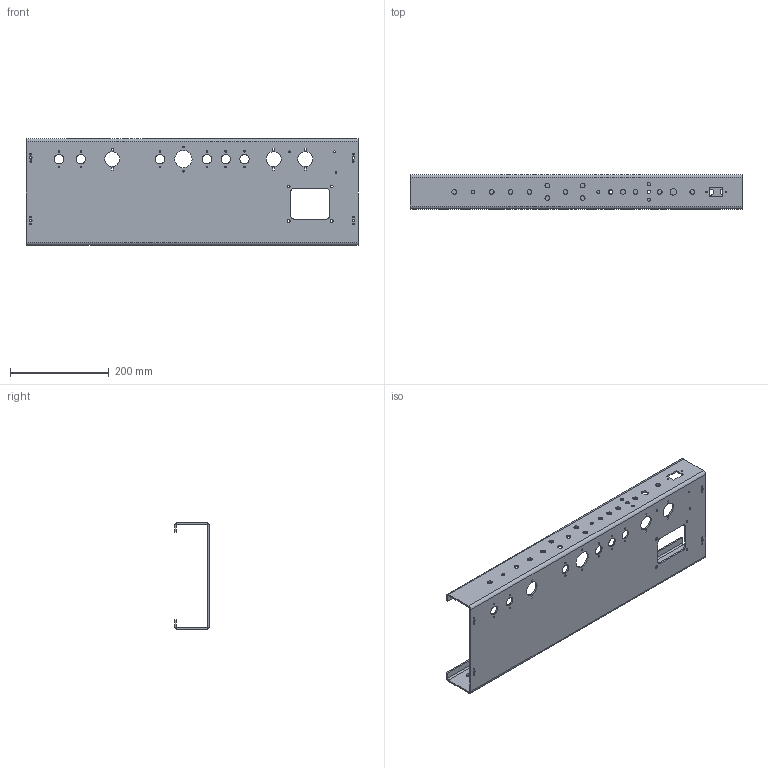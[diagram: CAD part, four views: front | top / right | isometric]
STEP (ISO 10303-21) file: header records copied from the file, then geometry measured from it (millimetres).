
FILE_DESCRIPTION(/* description */ (''),/* implementation_level */ '2;1');
FILE_NAME(/* name */ 'main chassis.stp',/* time_stamp */ '2018-11-08T13:52:09-05:00',/* author */ ('RCCol'),/* organization */ (''),/* preprocessor_version */ 'ST-DEVELOPER v16.13',/* originating_system */ 'Autodesk Inventor 2018',/* authorisation */ '');
FILE_SCHEMA (('AUTOMOTIVE_DESIGN { 1 0 10303 214 3 1 1 }'));
Length unit declared in the file: inch
Products named in the file (1): main chassis
Bounding box: 673.1 x 69.85 x 215.9 mm (x, y, z)
Volume: 754240 mm3; surface area: 490479.7 mm2
Topology: 1 solids, 1 shells, 167 faces, 463 edges, 298 vertices
Faces by surface type: cylinder 97, plane 70
Full cylindrical faces by diameter (mm): 3.175 x8, 3.302 x19, 5.334 x4, 5.563 x4, 6.35 x3, 6.401 x2, 6.477 x3, 7.925 x1, 9.525 x27, 19.05 x6, 30.2 x3, 34.925 x1
Entity records: 5379 total; most frequent: DIRECTION 912, CARTESIAN_POINT 848, ORIENTED_EDGE 764, EDGE_LOOP 432, EDGE_CURVE 382, AXIS2_PLACEMENT_3D 362, VERTEX_POINT 298, FACE_BOUND 265
